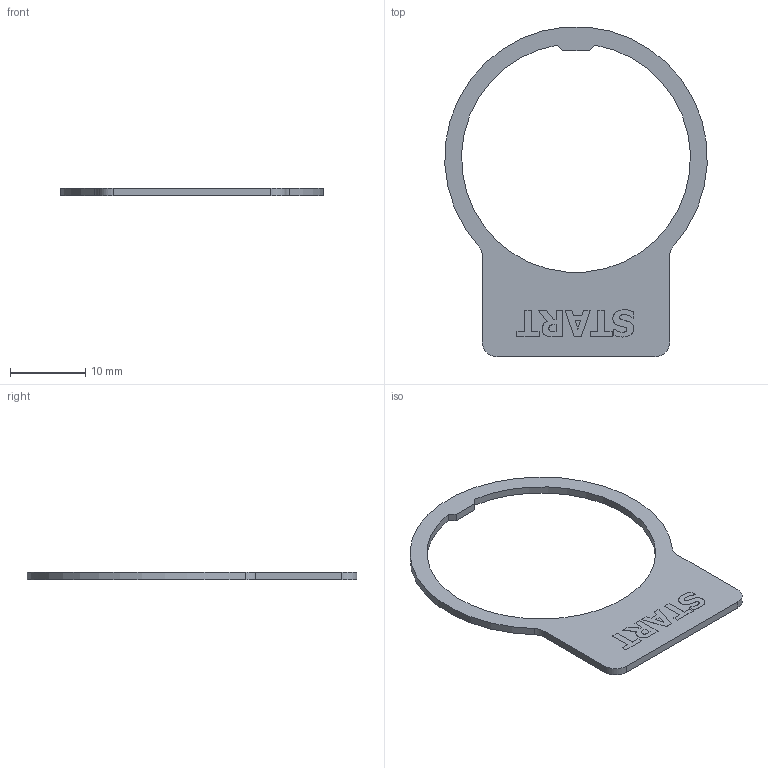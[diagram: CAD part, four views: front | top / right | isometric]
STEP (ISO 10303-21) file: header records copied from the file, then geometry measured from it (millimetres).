
FILE_DESCRIPTION((''),'2;1');
FILE_NAME('LP01.stp','2007-11-21T11:15:22',('Philipp'),(''),'Autodesk Inventor 2008','Autodesk Inventor 2008','');
FILE_SCHEMA(('AUTOMOTIVE_DESIGN { 1 0 10303 214 1 1 1 1 }'));
Length unit declared in the file: millimetre
Products named in the file (1): LP01
Bounding box: 34.96 x 43.94 x 1.02 mm (x, y, z)
Volume: 500.1 mm3; surface area: 1230.9 mm2
Topology: 1 solids, 1 shells, 158 faces, 426 edges, 284 vertices
Faces by surface type: plane 106, bspline 46, cylinder 6
Entity records: 5373 total; most frequent: CARTESIAN_POINT 1653, ORIENTED_EDGE 852, DIRECTION 572, EDGE_CURVE 426, VECTOR 322, LINE 322, VERTEX_POINT 284, EDGE_LOOP 174
